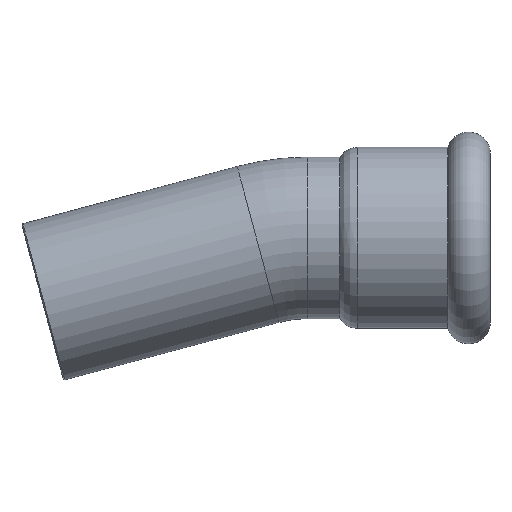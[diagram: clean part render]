
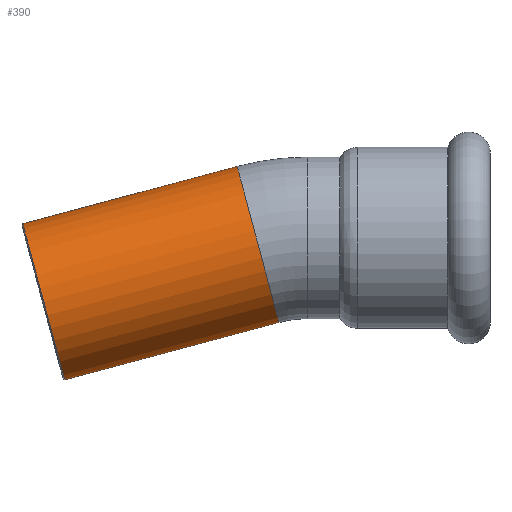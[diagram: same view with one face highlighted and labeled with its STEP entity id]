
A CAD part, top view. The second image highlights one B-rep face of the part: STEP entity #390.
In plain terms, the highlighted cylindrical face has radius 14 mm (diameter 28 mm), a full revolution.
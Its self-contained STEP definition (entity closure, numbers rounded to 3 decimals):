
#25=LINE('',#718,#36);
#36=VECTOR('',#575,14.);
#45=CYLINDRICAL_SURFACE('',#456,14.);
#58=FACE_OUTER_BOUND('',#78,.T.);
#78=EDGE_LOOP('',(#298,#299,#300,#301,#302,#303));
#114=CIRCLE('',#454,14.);
#115=CIRCLE('',#455,14.);
#116=CIRCLE('',#457,14.);
#117=CIRCLE('',#458,14.);
#164=VERTEX_POINT('',#708);
#165=VERTEX_POINT('',#709);
#166=VERTEX_POINT('',#714);
#167=VERTEX_POINT('',#715);
#215=EDGE_CURVE('',#164,#165,#114,.T.);
#216=EDGE_CURVE('',#165,#164,#115,.T.);
#218=EDGE_CURVE('',#166,#167,#116,.T.);
#219=EDGE_CURVE('',#167,#166,#117,.T.);
#220=EDGE_CURVE('',#167,#165,#25,.T.);
#298=ORIENTED_EDGE('',*,*,#218,.F.);
#299=ORIENTED_EDGE('',*,*,#219,.F.);
#300=ORIENTED_EDGE('',*,*,#220,.T.);
#301=ORIENTED_EDGE('',*,*,#215,.F.);
#302=ORIENTED_EDGE('',*,*,#216,.F.);
#303=ORIENTED_EDGE('',*,*,#220,.F.);
#390=ADVANCED_FACE('',(#58),#45,.T.);
#454=AXIS2_PLACEMENT_3D('',#710,#564,#565);
#455=AXIS2_PLACEMENT_3D('',#711,#566,#567);
#456=AXIS2_PLACEMENT_3D('',#713,#569,#570);
#457=AXIS2_PLACEMENT_3D('',#716,#571,#572);
#458=AXIS2_PLACEMENT_3D('',#717,#573,#574);
#564=DIRECTION('center_axis',(-0.966,-0.259,0.));
#565=DIRECTION('ref_axis',(0.259,-0.966,0.));
#566=DIRECTION('center_axis',(-0.966,-0.259,0.));
#567=DIRECTION('ref_axis',(0.259,-0.966,0.));
#569=DIRECTION('center_axis',(0.966,0.259,0.));
#570=DIRECTION('ref_axis',(-0.259,0.966,0.));
#571=DIRECTION('center_axis',(0.966,0.259,0.));
#572=DIRECTION('ref_axis',(0.,0.,-1.));
#573=DIRECTION('center_axis',(0.966,0.259,0.));
#574=DIRECTION('ref_axis',(0.,0.,-1.));
#575=DIRECTION('',(-0.966,-0.259,0.));
#708=CARTESIAN_POINT('',(-80.965,2.446,0.));
#709=CARTESIAN_POINT('',(-73.718,-24.6,0.));
#710=CARTESIAN_POINT('Origin',(-77.342,-11.077,0.));
#711=CARTESIAN_POINT('Origin',(-77.342,-11.077,0.));
#713=CARTESIAN_POINT('Origin',(-58.866,-6.127,0.));
#714=CARTESIAN_POINT('',(-40.196,-1.124,-14.));
#715=CARTESIAN_POINT('',(-36.573,-14.647,0.));
#716=CARTESIAN_POINT('Origin',(-40.196,-1.124,0.));
#717=CARTESIAN_POINT('Origin',(-40.196,-1.124,0.));
#718=CARTESIAN_POINT('',(-55.242,-19.65,0.));
